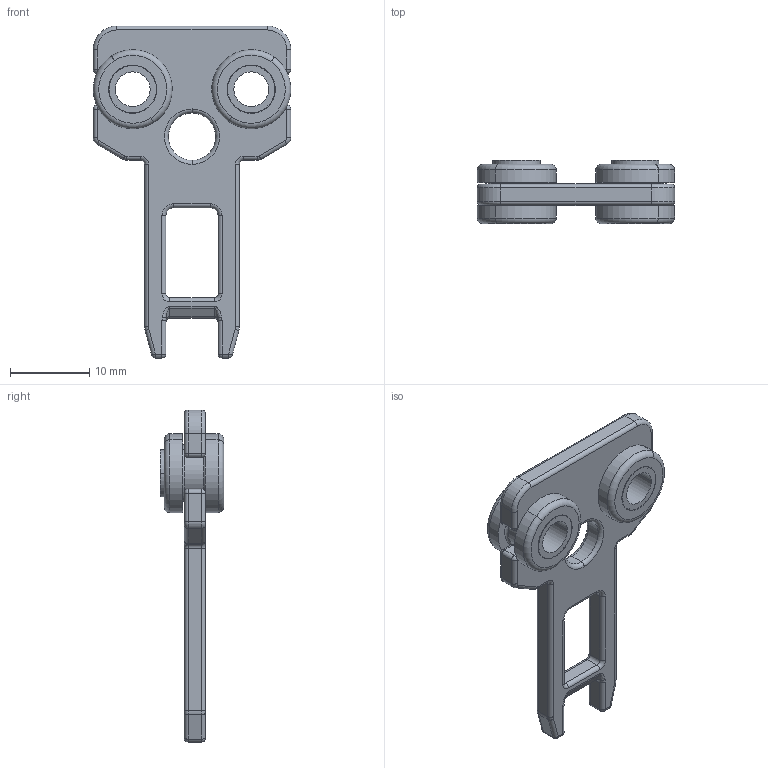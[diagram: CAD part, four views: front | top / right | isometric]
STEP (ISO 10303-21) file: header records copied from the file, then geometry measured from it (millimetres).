
FILE_DESCRIPTION (( 'STEP AP214' ), '1' );
FILE_NAME ('140181.STEP', '2015-08-11T15:03:55', ( '' ), ( '' ), 'SwSTEP 2.0', 'SolidWorks 2014', '' );
FILE_SCHEMA (( 'AUTOMOTIVE_DESIGN' ));
Length unit declared in the file: inch
Products named in the file (1): 140181
Bounding box: 25 x 8 x 42 mm (x, y, z)
Volume: 2054.6 mm3; surface area: 3036.3 mm2
Topology: 5 solids, 5 shells, 264 faces, 590 edges, 316 vertices
Faces by surface type: cylinder 118, torus 72, plane 42, sphere 24, bspline 8
Entity records: 7354 total; most frequent: DIRECTION 1416, CARTESIAN_POINT 1371, ORIENTED_EDGE 1132, AXIS2_PLACEMENT_3D 609, EDGE_CURVE 566, CIRCLE 352, VERTEX_POINT 316, EDGE_LOOP 280
